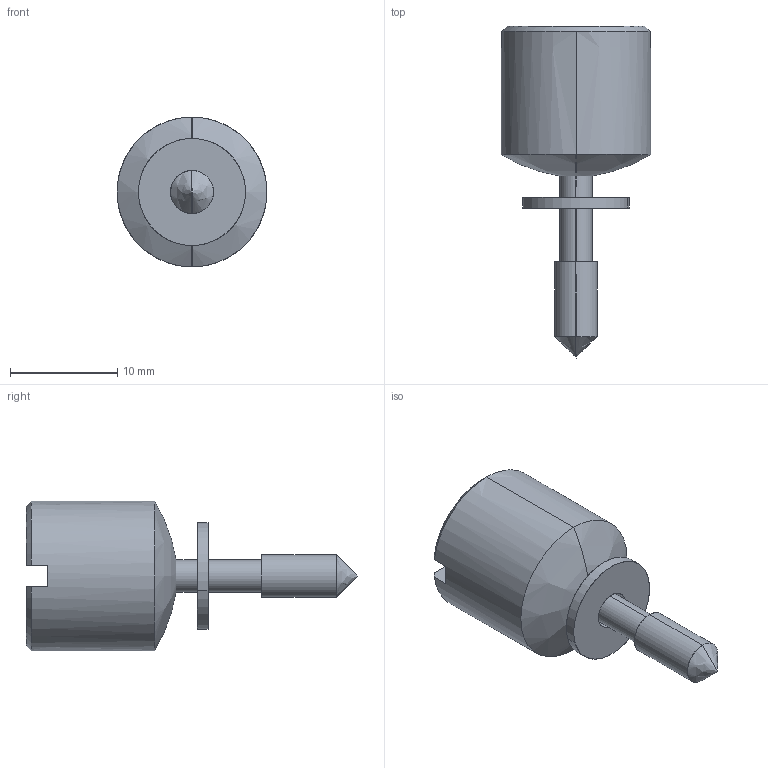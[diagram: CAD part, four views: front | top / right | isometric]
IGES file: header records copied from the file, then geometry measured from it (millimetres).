
Start section: SolidWorks IGES file using analytic representation for surfaces
Global section: file name: A-176-40_50_.IGS; native system: SolidWorks 2021; preprocessor: SolidWorks 2021; author: 0850ay; date: 231122.175553; units: millimetre
Bounding box: 14 x 31 x 14 mm (x, y, z)
Surface area: 1243.2 mm2 (no closed solid volume)
Topology: 0 solids, 0 shells, 25 faces, 321 edges, 319 vertices
Faces by surface type: revolution 15, bspline 10
